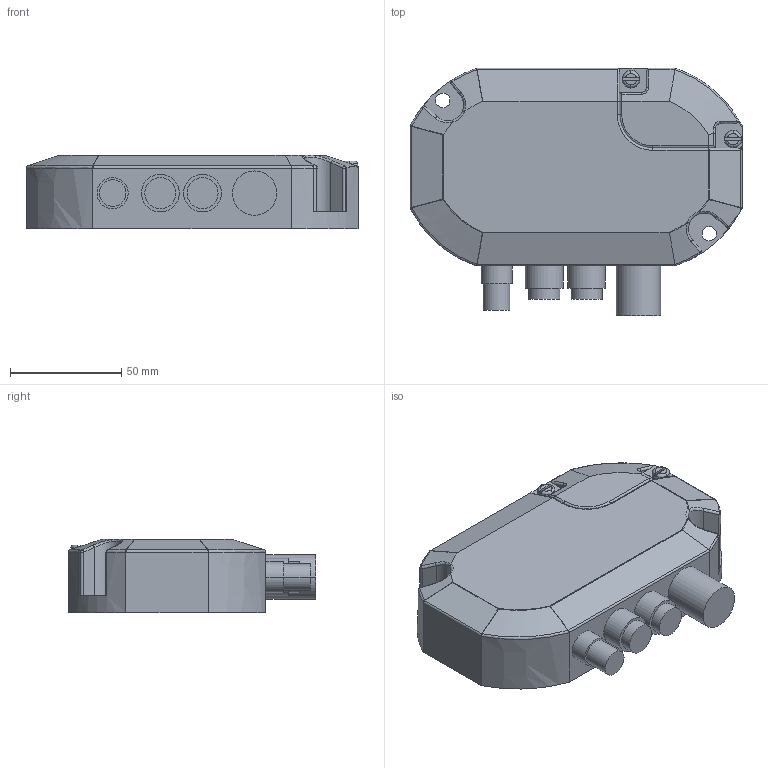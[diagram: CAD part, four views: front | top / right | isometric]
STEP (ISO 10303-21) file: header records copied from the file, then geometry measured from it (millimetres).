
FILE_DESCRIPTION((''),'2;1');
FILE_NAME('ZSB_SW0001','2012-03-30T',('dhelisch'),(''),'PRO/ENGINEER BY PARAMETRIC TECHNOLOGY CORPORATION, 2007250','PRO/ENGINEER BY PARAMETRIC TECHNOLOGY CORPORATION, 2007250','');
FILE_SCHEMA(('CONFIG_CONTROL_DESIGN'));
Length unit declared in the file: millimetre
Products named in the file (1): ZSB_SW0001
Bounding box: 149.51 x 111.52 x 33 mm (x, y, z)
Volume: 392345.7 mm3; surface area: 41938.5 mm2
Topology: 1 solids, 1 shells, 179 faces, 420 edges, 253 vertices
Faces by surface type: plane 53, cylinder 52, bspline 39, sphere 15, cone 8, torus 8, extrusion 4
Entity records: 8569 total; most frequent: CARTESIAN_POINT 3533, ORIENTED_EDGE 840, DIRECTION 697, EDGE_CURVE 420, AXIS2_PLACEMENT_3D 277, VERTEX_POINT 253, EDGE_LOOP 193, FACE_OUTER_BOUND 179
